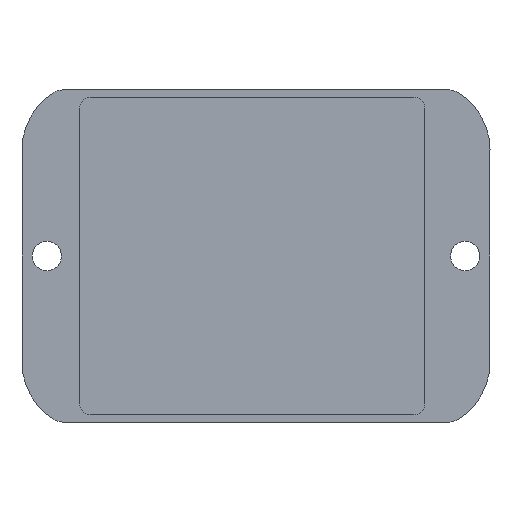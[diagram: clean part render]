
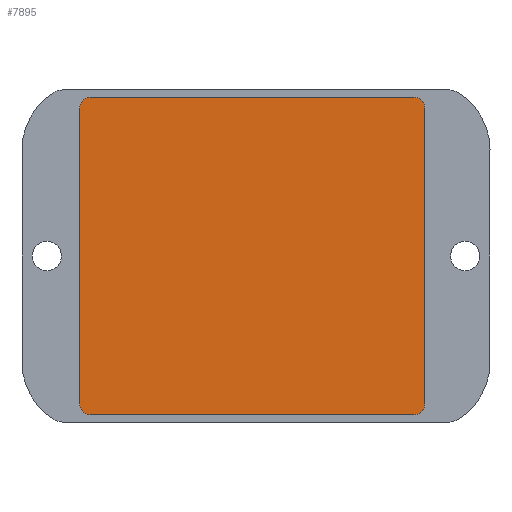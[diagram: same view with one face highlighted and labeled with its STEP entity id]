
A CAD part, top view. The second image highlights one B-rep face of the part: STEP entity #7895.
In plain terms, the highlighted planar face has unit normal (0, 0, 1).
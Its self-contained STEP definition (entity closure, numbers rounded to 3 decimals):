
#2889=CARTESIAN_POINT('',(2381.39,5316.915,
-0.01));
#2890=DIRECTION('',(0.,0.,1.));
#2891=DIRECTION('',(-1.,0.,0.));
#2892=AXIS2_PLACEMENT_3D('',#2889,#2890,#2891);
#2897=DIRECTION('',(0.,-1.,0.));
#2898=VECTOR('',#2897,32.2);
#2899=CARTESIAN_POINT('',(2380.19,5349.115,-0.01));
#2900=LINE('',#2899,#2898);
#2904=CARTESIAN_POINT('',(2381.39,5349.115,
-0.01));
#2905=DIRECTION('',(0.,0.,1.));
#2906=DIRECTION('',(0.,1.,0.));
#2907=AXIS2_PLACEMENT_3D('',#2904,#2905,#2906);
#2912=DIRECTION('',(-1.,0.,0.));
#2913=VECTOR('',#2912,35.2);
#2914=CARTESIAN_POINT('',(2416.59,5350.315,-0.01));
#2915=LINE('',#2914,#2913);
#2919=CARTESIAN_POINT('',(2416.59,5349.115,
-0.01));
#2920=DIRECTION('',(0.,0.,1.));
#2921=DIRECTION('',(1.,0.,0.));
#2922=AXIS2_PLACEMENT_3D('',#2919,#2920,#2921);
#2927=DIRECTION('',(0.,1.,0.));
#2928=VECTOR('',#2927,32.2);
#2929=CARTESIAN_POINT('',(2417.79,5316.915,-0.01));
#2930=LINE('',#2929,#2928);
#2934=CARTESIAN_POINT('',(2416.59,5316.915,
-0.01));
#2935=DIRECTION('',(0.,0.,1.));
#2936=DIRECTION('',(0.,-1.,0.));
#2937=AXIS2_PLACEMENT_3D('',#2934,#2935,#2936);
#2942=DIRECTION('',(1.,0.,0.));
#2943=VECTOR('',#2942,35.2);
#2944=CARTESIAN_POINT('',(2381.39,5315.715,-0.01));
#2945=LINE('',#2944,#2943);
#3026=CARTESIAN_POINT('',(2416.59,5350.315,-0.01));
#3027=CARTESIAN_POINT('',(2381.39,5350.315,-0.01));
#3028=VERTEX_POINT('',#3026);
#3029=VERTEX_POINT('',#3027);
#3098=CARTESIAN_POINT('',(2380.19,5316.915,-0.01));
#3100=VERTEX_POINT('',#3098);
#3116=CARTESIAN_POINT('',(2416.59,5315.715,-0.01));
#3118=VERTEX_POINT('',#3116);
#3121=CARTESIAN_POINT('',(2381.39,5315.715,
-0.01));
#3122=VERTEX_POINT('',#3121);
#3153=CARTESIAN_POINT('',(2380.19,5349.115,-0.01));
#3155=VERTEX_POINT('',#3153);
#3202=CARTESIAN_POINT('',(2417.79,5349.115,-0.01));
#3203=VERTEX_POINT('',#3202);
#3209=CARTESIAN_POINT('',(2417.79,5316.915,
-0.01));
#3210=VERTEX_POINT('',#3209);
#7874=CARTESIAN_POINT('',(0.,0.,-0.01));
#7875=DIRECTION('',(0.,0.,1.));
#7876=DIRECTION('',(1.,0.,0.));
#7877=AXIS2_PLACEMENT_3D('',#7874,#7875,#7876);
#7878=PLANE('',#7877);
#7880=ORIENTED_EDGE('',*,*,#7879,.F.);
#7881=ORIENTED_EDGE('',*,*,#7853,.F.);
#7882=ORIENTED_EDGE('',*,*,#7865,.F.);
#7884=ORIENTED_EDGE('',*,*,#7883,.F.);
#7886=ORIENTED_EDGE('',*,*,#7885,.F.);
#7888=ORIENTED_EDGE('',*,*,#7887,.F.);
#7890=ORIENTED_EDGE('',*,*,#7889,.F.);
#7892=ORIENTED_EDGE('',*,*,#7891,.F.);
#7893=EDGE_LOOP('',(#7880,#7881,#7882,#7884,#7886,#7888,#7890,#7892));
#7894=FACE_OUTER_BOUND('',#7893,.F.);
#7895=ADVANCED_FACE('',(#7894),#7878,.T.);
#2893=CIRCLE('',#2892,1.2);
#2908=CIRCLE('',#2907,1.2);
#2923=CIRCLE('',#2922,1.2);
#2938=CIRCLE('',#2937,1.2);
#7853=EDGE_CURVE('',#3155,#3100,#2900,.T.);
#7865=EDGE_CURVE('',#3029,#3155,#2908,.T.);
#7879=EDGE_CURVE('',#3100,#3122,#2893,.T.);
#7883=EDGE_CURVE('',#3028,#3029,#2915,.T.);
#7885=EDGE_CURVE('',#3203,#3028,#2923,.T.);
#7887=EDGE_CURVE('',#3210,#3203,#2930,.T.);
#7889=EDGE_CURVE('',#3118,#3210,#2938,.T.);
#7891=EDGE_CURVE('',#3122,#3118,#2945,.T.);
